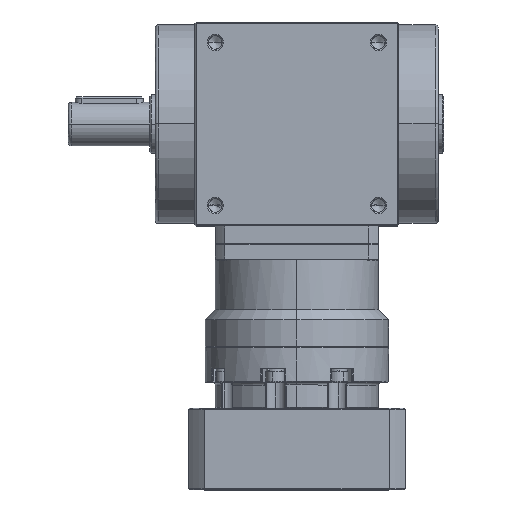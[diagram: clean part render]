
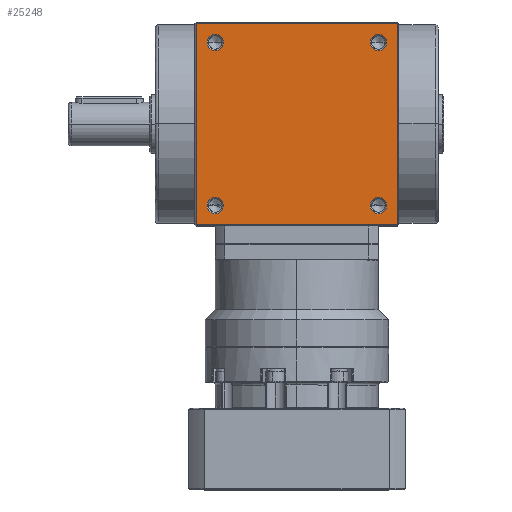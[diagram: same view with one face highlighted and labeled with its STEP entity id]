
A CAD part, top view. The second image highlights one B-rep face of the part: STEP entity #25248.
In plain terms, the highlighted planar face has unit normal (0, 0, 1).
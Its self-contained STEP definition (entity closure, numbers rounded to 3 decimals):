
#381 = EDGE_CURVE ( 'NONE', #5603, #26303, #2599, .T. ) ;
#399 = DIRECTION ( 'NONE',  ( 0., 0., -1. ) ) ;
#694 = FACE_OUTER_BOUND ( 'NONE', #8040, .T. ) ;
#1005 = ORIENTED_EDGE ( 'NONE', *, *, #22173, .T. ) ;
#1053 = CARTESIAN_POINT ( 'NONE',  ( -37., 37., 37.5 ) ) ;
#1162 = EDGE_CURVE ( 'NONE', #17974, #6469, #22150, .T. ) ;
#1378 = EDGE_CURVE ( 'NONE', #8844, #4249, #5955, .T. ) ;
#1587 = CARTESIAN_POINT ( 'NONE',  ( 27., 30., 37.5 ) ) ;
#1852 = LINE ( 'NONE', #12973, #22471 ) ;
#1898 = EDGE_LOOP ( 'NONE', ( #24331, #28087 ) ) ;
#2285 = DIRECTION ( 'NONE',  ( 0., 0., -1. ) ) ;
#2416 = EDGE_CURVE ( 'NONE', #12018, #9809, #24299, .T. ) ;
#2599 = CIRCLE ( 'NONE', #8505, 3. ) ;
#2939 = VERTEX_POINT ( 'NONE', #13473 ) ;
#3107 = DIRECTION ( 'NONE',  ( 0., 0., -1. ) ) ;
#3412 = EDGE_CURVE ( 'NONE', #11856, #6141, #1852, .T. ) ;
#3569 = CARTESIAN_POINT ( 'NONE',  ( 33., 30., 37.5 ) ) ;
#3975 = DIRECTION ( 'NONE',  ( 0., 0., -1. ) ) ;
#4222 = DIRECTION ( 'NONE',  ( 0., 0., -1. ) ) ;
#4249 = VERTEX_POINT ( 'NONE', #9173 ) ;
#4417 = EDGE_CURVE ( 'NONE', #26303, #5603, #18670, .T. ) ;
#4502 = DIRECTION ( 'NONE',  ( -1., 0., 0. ) ) ;
#4543 = ORIENTED_EDGE ( 'NONE', *, *, #381, .T. ) ;
#4742 = EDGE_LOOP ( 'NONE', ( #4543, #16804 ) ) ;
#4788 = EDGE_CURVE ( 'NONE', #6469, #17974, #19144, .T. ) ;
#5134 = AXIS2_PLACEMENT_3D ( 'NONE', #28016, #14703, #21426 ) ;
#5603 = VERTEX_POINT ( 'NONE', #7354 ) ;
#5647 = DIRECTION ( 'NONE',  ( 0., -1., 0. ) ) ;
#5812 = ORIENTED_EDGE ( 'NONE', *, *, #27923, .T. ) ;
#5955 = CIRCLE ( 'NONE', #8256, 3. ) ;
#6141 = VERTEX_POINT ( 'NONE', #1053 ) ;
#6334 = AXIS2_PLACEMENT_3D ( 'NONE', #25295, #12278, #27174 ) ;
#6469 = VERTEX_POINT ( 'NONE', #20414 ) ;
#6652 = CARTESIAN_POINT ( 'NONE',  ( -30., -30., 37.5 ) ) ;
#6849 = CIRCLE ( 'NONE', #15975, 3. ) ;
#6850 = DIRECTION ( 'NONE',  ( 0., 0., -1. ) ) ;
#7164 = CARTESIAN_POINT ( 'NONE',  ( -33., -30., 37.5 ) ) ;
#7354 = CARTESIAN_POINT ( 'NONE',  ( -27., 30., 37.5 ) ) ;
#8000 = CARTESIAN_POINT ( 'NONE',  ( -30., -30., 37.5 ) ) ;
#8040 = EDGE_LOOP ( 'NONE', ( #16103, #10525, #1005, #25420 ) ) ;
#8256 = AXIS2_PLACEMENT_3D ( 'NONE', #8000, #3975, #14558 ) ;
#8452 = VECTOR ( 'NONE', #19623, 1000. ) ;
#8505 = AXIS2_PLACEMENT_3D ( 'NONE', #22420, #399, #20273 ) ;
#8651 = CARTESIAN_POINT ( 'NONE',  ( 37., -37., 37.5 ) ) ;
#8844 = VERTEX_POINT ( 'NONE', #7164 ) ;
#9148 = CARTESIAN_POINT ( 'NONE',  ( 30., 30., 37.5 ) ) ;
#9173 = CARTESIAN_POINT ( 'NONE',  ( -27., -30., 37.5 ) ) ;
#9574 = AXIS2_PLACEMENT_3D ( 'NONE', #26428, #6850, #22288 ) ;
#9809 = VERTEX_POINT ( 'NONE', #3569 ) ;
#9943 = CARTESIAN_POINT ( 'NONE',  ( -37., 0., 37.5 ) ) ;
#10016 = VECTOR ( 'NONE', #14648, 1000. ) ;
#10153 = EDGE_CURVE ( 'NONE', #6141, #2939, #12075, .T. ) ;
#10525 = ORIENTED_EDGE ( 'NONE', *, *, #13475, .T. ) ;
#10863 = ORIENTED_EDGE ( 'NONE', *, *, #16959, .T. ) ;
#10944 = EDGE_LOOP ( 'NONE', ( #10863, #14264 ) ) ;
#10987 = DIRECTION ( 'NONE',  ( -1., 0., 0. ) ) ;
#11259 = EDGE_LOOP ( 'NONE', ( #5812, #13172 ) ) ;
#11856 = VERTEX_POINT ( 'NONE', #24612 ) ;
#12018 = VERTEX_POINT ( 'NONE', #1587 ) ;
#12075 = LINE ( 'NONE', #9943, #21608 ) ;
#12278 = DIRECTION ( 'NONE',  ( 0., 0., -1. ) ) ;
#12767 = CARTESIAN_POINT ( 'NONE',  ( 30., -30., 37.5 ) ) ;
#12973 = CARTESIAN_POINT ( 'NONE',  ( 0., 37., 37.5 ) ) ;
#13172 = ORIENTED_EDGE ( 'NONE', *, *, #2416, .T. ) ;
#13473 = CARTESIAN_POINT ( 'NONE',  ( -37., -37., 37.5 ) ) ;
#13475 = EDGE_CURVE ( 'NONE', #2939, #23473, #15312, .T. ) ;
#13829 = DIRECTION ( 'NONE',  ( -1., 0., 0. ) ) ;
#14264 = ORIENTED_EDGE ( 'NONE', *, *, #1378, .T. ) ;
#14496 = CARTESIAN_POINT ( 'NONE',  ( 37., 0., 37.5 ) ) ;
#14558 = DIRECTION ( 'NONE',  ( -1., 0., 0. ) ) ;
#14648 = DIRECTION ( 'NONE',  ( 0., 1., 0. ) ) ;
#14703 = DIRECTION ( 'NONE',  ( 0., 0., -1. ) ) ;
#15312 = LINE ( 'NONE', #22195, #8452 ) ;
#15576 = AXIS2_PLACEMENT_3D ( 'NONE', #6652, #4222, #4502 ) ;
#15690 = FACE_BOUND ( 'NONE', #10944, .T. ) ;
#15975 = AXIS2_PLACEMENT_3D ( 'NONE', #9148, #2285, #10987 ) ;
#16103 = ORIENTED_EDGE ( 'NONE', *, *, #10153, .T. ) ;
#16199 = AXIS2_PLACEMENT_3D ( 'NONE', #12767, #21500, #23924 ) ;
#16804 = ORIENTED_EDGE ( 'NONE', *, *, #4417, .T. ) ;
#16959 = EDGE_CURVE ( 'NONE', #4249, #8844, #27454, .T. ) ;
#17258 = CARTESIAN_POINT ( 'NONE',  ( -33., 30., 37.5 ) ) ;
#17974 = VERTEX_POINT ( 'NONE', #24175 ) ;
#18670 = CIRCLE ( 'NONE', #6334, 3. ) ;
#19144 = CIRCLE ( 'NONE', #9574, 3. ) ;
#19623 = DIRECTION ( 'NONE',  ( 1., 0., 0. ) ) ;
#20273 = DIRECTION ( 'NONE',  ( -1., 0., 0. ) ) ;
#20414 = CARTESIAN_POINT ( 'NONE',  ( 33., -30., 37.5 ) ) ;
#21426 = DIRECTION ( 'NONE',  ( -1., 0., 0. ) ) ;
#21500 = DIRECTION ( 'NONE',  ( 0., 0., -1. ) ) ;
#21516 = LINE ( 'NONE', #14496, #10016 ) ;
#21608 = VECTOR ( 'NONE', #5647, 1000. ) ;
#22150 = CIRCLE ( 'NONE', #16199, 3. ) ;
#22173 = EDGE_CURVE ( 'NONE', #23473, #11856, #21516, .T. ) ;
#22195 = CARTESIAN_POINT ( 'NONE',  ( 0., -37., 37.5 ) ) ;
#22274 = FACE_BOUND ( 'NONE', #11259, .T. ) ;
#22288 = DIRECTION ( 'NONE',  ( -1., 0., 0. ) ) ;
#22420 = CARTESIAN_POINT ( 'NONE',  ( -30., 30., 37.5 ) ) ;
#22471 = VECTOR ( 'NONE', #25425, 1000. ) ;
#22691 = CARTESIAN_POINT ( 'NONE',  ( 0., 0., 37.5 ) ) ;
#23473 = VERTEX_POINT ( 'NONE', #8651 ) ;
#23924 = DIRECTION ( 'NONE',  ( -1., 0., 0. ) ) ;
#24175 = CARTESIAN_POINT ( 'NONE',  ( 27., -30., 37.5 ) ) ;
#24299 = CIRCLE ( 'NONE', #5134, 3. ) ;
#24331 = ORIENTED_EDGE ( 'NONE', *, *, #4788, .T. ) ;
#24612 = CARTESIAN_POINT ( 'NONE',  ( 37., 37., 37.5 ) ) ;
#25248 = ADVANCED_FACE ( 'NONE', ( #26701, #15690, #22274, #26564, #694 ), #26839, .F. ) ;
#25295 = CARTESIAN_POINT ( 'NONE',  ( -30., 30., 37.5 ) ) ;
#25420 = ORIENTED_EDGE ( 'NONE', *, *, #3412, .T. ) ;
#25425 = DIRECTION ( 'NONE',  ( -1., 0., 0. ) ) ;
#25936 = AXIS2_PLACEMENT_3D ( 'NONE', #22691, #3107, #13829 ) ;
#26303 = VERTEX_POINT ( 'NONE', #17258 ) ;
#26428 = CARTESIAN_POINT ( 'NONE',  ( 30., -30., 37.5 ) ) ;
#26564 = FACE_BOUND ( 'NONE', #4742, .T. ) ;
#26701 = FACE_BOUND ( 'NONE', #1898, .T. ) ;
#26839 = PLANE ( 'NONE',  #25936 ) ;
#27174 = DIRECTION ( 'NONE',  ( -1., 0., 0. ) ) ;
#27454 = CIRCLE ( 'NONE', #15576, 3. ) ;
#27923 = EDGE_CURVE ( 'NONE', #9809, #12018, #6849, .T. ) ;
#28016 = CARTESIAN_POINT ( 'NONE',  ( 30., 30., 37.5 ) ) ;
#28087 = ORIENTED_EDGE ( 'NONE', *, *, #1162, .T. ) ;
